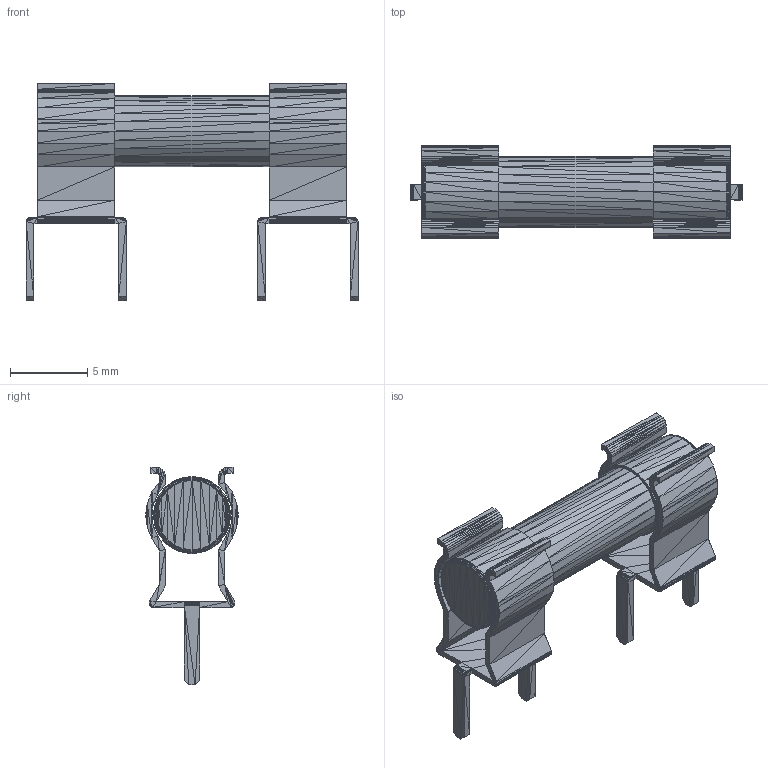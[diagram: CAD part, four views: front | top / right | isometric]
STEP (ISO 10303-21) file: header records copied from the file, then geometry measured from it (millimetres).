
FILE_DESCRIPTION(('FreeCAD Model'),'2;1');
FILE_NAME('Open CASCADE Shape Model','2022-04-22T12:07:08',( 'kicad StepUp'),('ksu MCAD'),'Open CASCADE STEP processor 7.5', 'FreeCAD','Unknown');
FILE_SCHEMA(('AUTOMOTIVE_DESIGN { 1 0 10303 214 1 1 1 1 }'));
Length unit declared in the file: millimetre
Products named in the file (1): FUSE_HOLDER_V1009_cp
Bounding box: 21.5 x 6 x 14.09 mm (x, y, z)
Surface area: 967.5 mm2 (no closed solid volume)
Topology: 0 solids, 3 shells, 1794 faces, 2711 edges, 912 vertices
Faces by surface type: plane 1794
Entity records: 47725 total; most frequent: DIRECTION 6301, CARTESIAN_POINT 5418, ORIENTED_EDGE 5382, EDGE_CURVE 2711, LINE 2711, VECTOR 2711, PRESENTATION_STYLE_ASSIGNMENT 1797, SURFACE_STYLE_USAGE 1797
